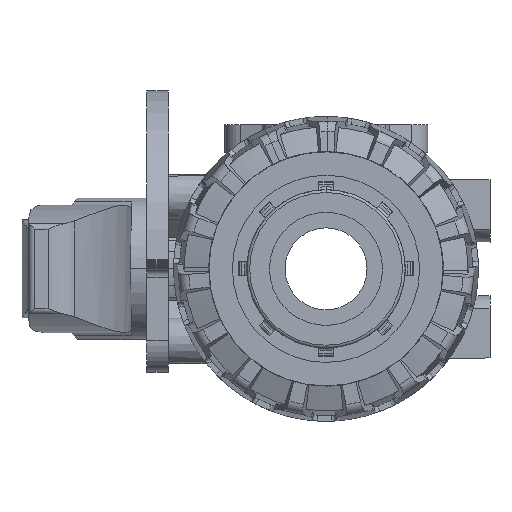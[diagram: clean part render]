
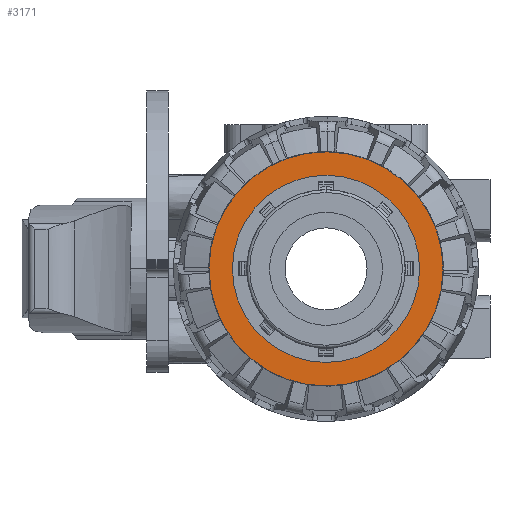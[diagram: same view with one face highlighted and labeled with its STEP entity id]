
A CAD part, left-side view. The second image highlights one B-rep face of the part: STEP entity #3171.
In plain terms, the highlighted planar face has unit normal (-1, 0, 0).
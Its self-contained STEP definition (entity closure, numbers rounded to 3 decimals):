
#3171=ADVANCED_FACE('',(#7083,#7084),#7085,.T.);
#7083=FACE_OUTER_BOUND('',#11863,.T.);
#7084=FACE_BOUND('',#11864,.T.);
#7085=PLANE('',#11865);
#11863=EDGE_LOOP('',(#21502,#21503));
#11864=EDGE_LOOP('',(#21504,#21505));
#11865=AXIS2_PLACEMENT_3D('',#21506,#21507,#21508);
#21502=ORIENTED_EDGE('',*,*,#31389,.T.);
#21503=ORIENTED_EDGE('',*,*,#29864,.T.);
#21504=ORIENTED_EDGE('',*,*,#29921,.T.);
#21505=ORIENTED_EDGE('',*,*,#30919,.T.);
#21506=CARTESIAN_POINT('',(-41.0,-10.349,-0.107));
#21507=DIRECTION('',(-1.0,0.,0.));
#21508=DIRECTION('',(0.,1.,0.01));
#29864=EDGE_CURVE('',#36209,#36207,#36210,.T.);
#29921=EDGE_CURVE('',#36308,#36312,#36314,.T.);
#30919=EDGE_CURVE('',#36312,#36308,#37758,.T.);
#31389=EDGE_CURVE('',#36207,#36209,#38475,.T.);
#36207=VERTEX_POINT('',#46514);
#36209=VERTEX_POINT('',#46517);
#36210=CIRCLE('',#46518,20.7);
#36308=VERTEX_POINT('',#46664);
#36312=VERTEX_POINT('',#46669);
#36314=CIRCLE('',#46672,16.55);
#37758=CIRCLE('',#49750,16.55);
#38475=CIRCLE('',#51973,20.7);
#46514=CARTESIAN_POINT('',(-41.0,-20.699,-0.214));
#46517=CARTESIAN_POINT('',(-41.0,20.699,0.214));
#46518=AXIS2_PLACEMENT_3D('',#63681,#63682,#63683);
#46664=CARTESIAN_POINT('',(-41.0,-16.549,-0.171));
#46669=CARTESIAN_POINT('',(-41.0,16.549,0.171));
#46672=AXIS2_PLACEMENT_3D('',#63809,#63810,#63811);
#49750=AXIS2_PLACEMENT_3D('',#64849,#64850,#64851);
#51973=AXIS2_PLACEMENT_3D('',#65305,#65306,#65307);
#63681=CARTESIAN_POINT('',(-41.0,0.,0.));
#63682=DIRECTION('',(-1.0,0.,0.));
#63683=DIRECTION('',(0.,-1.,-0.01));
#63809=CARTESIAN_POINT('',(-41.0,0.,0.));
#63810=DIRECTION('',(1.0,0.,0.));
#63811=DIRECTION('',(0.,-1.,-0.01));
#64849=CARTESIAN_POINT('',(-41.0,0.,0.));
#64850=DIRECTION('',(1.0,0.,0.));
#64851=DIRECTION('',(0.,-1.,-0.01));
#65305=CARTESIAN_POINT('',(-41.0,0.,0.));
#65306=DIRECTION('',(-1.0,0.,0.));
#65307=DIRECTION('',(0.,-1.,-0.01));
